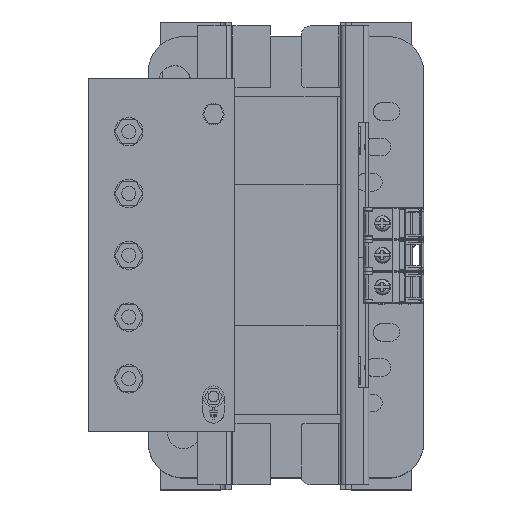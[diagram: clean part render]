
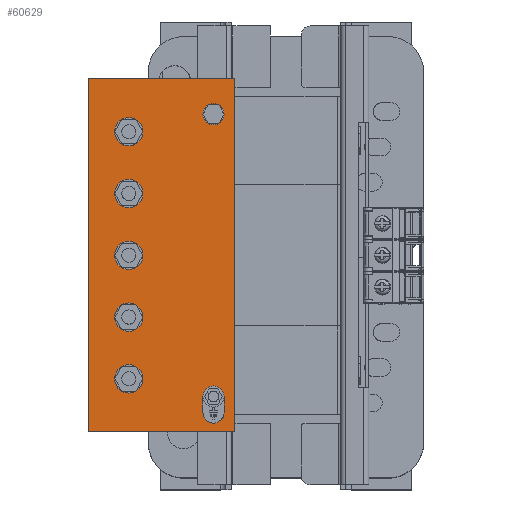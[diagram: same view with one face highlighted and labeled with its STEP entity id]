
A CAD part, top view. The second image highlights one B-rep face of the part: STEP entity #60629.
In plain terms, the highlighted planar face has unit normal (0, 0, -1).
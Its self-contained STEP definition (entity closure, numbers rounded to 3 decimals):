
#60103=DIRECTION('',(-1.,0.,0.));
#60104=VECTOR('',#60103,83.);
#60105=CARTESIAN_POINT('',(-29.,-161.5,117.));
#60106=LINE('',#60105,#60104);
#60124=DIRECTION('',(0.,-1.,0.));
#60125=VECTOR('',#60124,200.);
#60126=CARTESIAN_POINT('',(-29.,38.5,117.));
#60127=LINE('',#60126,#60125);
#60152=DIRECTION('',(1.,0.,0.));
#60153=VECTOR('',#60152,83.);
#60154=CARTESIAN_POINT('',(-112.,38.5,117.));
#60155=LINE('',#60154,#60153);
#60173=DIRECTION('',(0.,1.,0.));
#60174=VECTOR('',#60173,200.);
#60175=CARTESIAN_POINT('',(-112.,-161.5,117.));
#60176=LINE('',#60175,#60174);
#60180=CARTESIAN_POINT('',(-89.,-131.5,117.));
#60181=DIRECTION('',(0.,0.,1.));
#60182=DIRECTION('',(0.,-1.,0.));
#60183=AXIS2_PLACEMENT_3D('',#60180,#60181,#60182);
#60188=CARTESIAN_POINT('',(-89.,-131.5,117.));
#60189=DIRECTION('',(0.,0.,1.));
#60190=DIRECTION('',(0.,1.,0.));
#60191=AXIS2_PLACEMENT_3D('',#60188,#60189,#60190);
#60196=CARTESIAN_POINT('',(-89.,-61.5,117.));
#60197=DIRECTION('',(0.,0.,1.));
#60198=DIRECTION('',(0.,-1.,0.));
#60199=AXIS2_PLACEMENT_3D('',#60196,#60197,#60198);
#60204=CARTESIAN_POINT('',(-89.,-61.5,117.));
#60205=DIRECTION('',(0.,0.,1.));
#60206=DIRECTION('',(0.,1.,0.));
#60207=AXIS2_PLACEMENT_3D('',#60204,#60205,#60206);
#60212=CARTESIAN_POINT('',(-41.,-141.5,117.));
#60213=DIRECTION('',(0.,0.,1.));
#60214=DIRECTION('',(0.,-1.,0.));
#60215=AXIS2_PLACEMENT_3D('',#60212,#60213,#60214);
#60220=CARTESIAN_POINT('',(-41.,-141.5,117.));
#60221=DIRECTION('',(0.,0.,1.));
#60222=DIRECTION('',(0.,1.,0.));
#60223=AXIS2_PLACEMENT_3D('',#60220,#60221,#60222);
#60228=CARTESIAN_POINT('',(-89.,-26.5,117.));
#60229=DIRECTION('',(0.,0.,1.));
#60230=DIRECTION('',(0.,-1.,0.));
#60231=AXIS2_PLACEMENT_3D('',#60228,#60229,#60230);
#60236=CARTESIAN_POINT('',(-89.,-26.5,117.));
#60237=DIRECTION('',(0.,0.,1.));
#60238=DIRECTION('',(0.,1.,0.));
#60239=AXIS2_PLACEMENT_3D('',#60236,#60237,#60238);
#60244=CARTESIAN_POINT('',(-89.,8.5,117.));
#60245=DIRECTION('',(0.,0.,1.));
#60246=DIRECTION('',(0.,-1.,0.));
#60247=AXIS2_PLACEMENT_3D('',#60244,#60245,#60246);
#60252=CARTESIAN_POINT('',(-89.,8.5,117.));
#60253=DIRECTION('',(0.,0.,1.));
#60254=DIRECTION('',(0.,1.,0.));
#60255=AXIS2_PLACEMENT_3D('',#60252,#60253,#60254);
#60260=CARTESIAN_POINT('',(-41.,18.5,117.));
#60261=DIRECTION('',(0.,0.,1.));
#60262=DIRECTION('',(0.,-1.,0.));
#60263=AXIS2_PLACEMENT_3D('',#60260,#60261,#60262);
#60268=CARTESIAN_POINT('',(-41.,18.5,117.));
#60269=DIRECTION('',(0.,0.,1.));
#60270=DIRECTION('',(0.,1.,0.));
#60271=AXIS2_PLACEMENT_3D('',#60268,#60269,#60270);
#60276=CARTESIAN_POINT('',(-89.,-96.5,117.));
#60277=DIRECTION('',(0.,0.,1.));
#60278=DIRECTION('',(0.,-1.,0.));
#60279=AXIS2_PLACEMENT_3D('',#60276,#60277,#60278);
#60284=CARTESIAN_POINT('',(-89.,-96.5,117.));
#60285=DIRECTION('',(0.,0.,1.));
#60286=DIRECTION('',(0.,1.,0.));
#60287=AXIS2_PLACEMENT_3D('',#60284,#60285,#60286);
#60426=CARTESIAN_POINT('',(-89.,-101.,117.));
#60427=VERTEX_POINT('',#60426);
#60428=CARTESIAN_POINT('',(-89.,-92.,117.));
#60429=VERTEX_POINT('',#60428);
#60430=CARTESIAN_POINT('',(-29.,-161.5,117.));
#60431=CARTESIAN_POINT('',(-112.,-161.5,117.));
#60432=VERTEX_POINT('',#60430);
#60433=VERTEX_POINT('',#60431);
#60434=CARTESIAN_POINT('',(-112.,38.5,117.));
#60435=VERTEX_POINT('',#60434);
#60436=CARTESIAN_POINT('',(-29.,38.5,117.));
#60437=VERTEX_POINT('',#60436);
#60438=CARTESIAN_POINT('',(-89.,-136.,117.));
#60439=CARTESIAN_POINT('',(-89.,-127.,117.));
#60440=VERTEX_POINT('',#60438);
#60441=VERTEX_POINT('',#60439);
#60442=CARTESIAN_POINT('',(-89.,-66.,117.));
#60443=CARTESIAN_POINT('',(-89.,-57.,117.));
#60444=VERTEX_POINT('',#60442);
#60445=VERTEX_POINT('',#60443);
#60446=CARTESIAN_POINT('',(-41.,-145.,117.));
#60447=CARTESIAN_POINT('',(-41.,-138.,117.));
#60448=VERTEX_POINT('',#60446);
#60449=VERTEX_POINT('',#60447);
#60450=CARTESIAN_POINT('',(-89.,-31.,117.));
#60451=CARTESIAN_POINT('',(-89.,-22.,117.));
#60452=VERTEX_POINT('',#60450);
#60453=VERTEX_POINT('',#60451);
#60454=CARTESIAN_POINT('',(-89.,4.,117.));
#60455=CARTESIAN_POINT('',(-89.,13.,117.));
#60456=VERTEX_POINT('',#60454);
#60457=VERTEX_POINT('',#60455);
#60458=CARTESIAN_POINT('',(-41.,15.,117.));
#60459=CARTESIAN_POINT('',(-41.,22.,117.));
#60460=VERTEX_POINT('',#60458);
#60461=VERTEX_POINT('',#60459);
#60576=CARTESIAN_POINT('',(-70.5,-61.5,117.));
#60577=DIRECTION('',(0.,0.,1.));
#60578=DIRECTION('',(0.,1.,0.));
#60579=AXIS2_PLACEMENT_3D('',#60576,#60577,#60578);
#60580=PLANE('',#60579);
#60581=ORIENTED_EDGE('',*,*,#60528,.F.);
#60582=ORIENTED_EDGE('',*,*,#60543,.F.);
#60583=ORIENTED_EDGE('',*,*,#60557,.F.);
#60584=ORIENTED_EDGE('',*,*,#60570,.F.);
#60585=EDGE_LOOP('',(#60581,#60582,#60583,#60584));
#60586=FACE_OUTER_BOUND('',#60585,.F.);
#60588=ORIENTED_EDGE('',*,*,#60587,.F.);
#60590=ORIENTED_EDGE('',*,*,#60589,.F.);
#60591=EDGE_LOOP('',(#60588,#60590));
#60592=FACE_BOUND('',#60591,.F.);
#60594=ORIENTED_EDGE('',*,*,#60593,.F.);
#60596=ORIENTED_EDGE('',*,*,#60595,.F.);
#60597=EDGE_LOOP('',(#60594,#60596));
#60598=FACE_BOUND('',#60597,.F.);
#60600=ORIENTED_EDGE('',*,*,#60599,.F.);
#60602=ORIENTED_EDGE('',*,*,#60601,.F.);
#60603=EDGE_LOOP('',(#60600,#60602));
#60604=FACE_BOUND('',#60603,.F.);
#60606=ORIENTED_EDGE('',*,*,#60605,.F.);
#60608=ORIENTED_EDGE('',*,*,#60607,.F.);
#60609=EDGE_LOOP('',(#60606,#60608));
#60610=FACE_BOUND('',#60609,.F.);
#60612=ORIENTED_EDGE('',*,*,#60611,.F.);
#60614=ORIENTED_EDGE('',*,*,#60613,.F.);
#60615=EDGE_LOOP('',(#60612,#60614));
#60616=FACE_BOUND('',#60615,.F.);
#60618=ORIENTED_EDGE('',*,*,#60617,.F.);
#60620=ORIENTED_EDGE('',*,*,#60619,.F.);
#60621=EDGE_LOOP('',(#60618,#60620));
#60622=FACE_BOUND('',#60621,.F.);
#60624=ORIENTED_EDGE('',*,*,#60623,.F.);
#60626=ORIENTED_EDGE('',*,*,#60625,.F.);
#60627=EDGE_LOOP('',(#60624,#60626));
#60628=FACE_BOUND('',#60627,.F.);
#60629=ADVANCED_FACE('',(#60586,#60592,#60598,#60604,#60610,#60616,#60622,
#60628),#60580,.F.);
#60184=CIRCLE('',#60183,4.5);
#60192=CIRCLE('',#60191,4.5);
#60200=CIRCLE('',#60199,4.5);
#60208=CIRCLE('',#60207,4.5);
#60216=CIRCLE('',#60215,3.5);
#60224=CIRCLE('',#60223,3.5);
#60232=CIRCLE('',#60231,4.5);
#60240=CIRCLE('',#60239,4.5);
#60248=CIRCLE('',#60247,4.5);
#60256=CIRCLE('',#60255,4.5);
#60264=CIRCLE('',#60263,3.5);
#60272=CIRCLE('',#60271,3.5);
#60280=CIRCLE('',#60279,4.5);
#60288=CIRCLE('',#60287,4.5);
#60528=EDGE_CURVE('',#60432,#60433,#60106,.T.);
#60543=EDGE_CURVE('',#60437,#60432,#60127,.T.);
#60557=EDGE_CURVE('',#60435,#60437,#60155,.T.);
#60570=EDGE_CURVE('',#60433,#60435,#60176,.T.);
#60587=EDGE_CURVE('',#60440,#60441,#60184,.T.);
#60589=EDGE_CURVE('',#60441,#60440,#60192,.T.);
#60593=EDGE_CURVE('',#60444,#60445,#60200,.T.);
#60595=EDGE_CURVE('',#60445,#60444,#60208,.T.);
#60599=EDGE_CURVE('',#60448,#60449,#60216,.T.);
#60601=EDGE_CURVE('',#60449,#60448,#60224,.T.);
#60605=EDGE_CURVE('',#60452,#60453,#60232,.T.);
#60607=EDGE_CURVE('',#60453,#60452,#60240,.T.);
#60611=EDGE_CURVE('',#60456,#60457,#60248,.T.);
#60613=EDGE_CURVE('',#60457,#60456,#60256,.T.);
#60617=EDGE_CURVE('',#60460,#60461,#60264,.T.);
#60619=EDGE_CURVE('',#60461,#60460,#60272,.T.);
#60623=EDGE_CURVE('',#60427,#60429,#60280,.T.);
#60625=EDGE_CURVE('',#60429,#60427,#60288,.T.);
